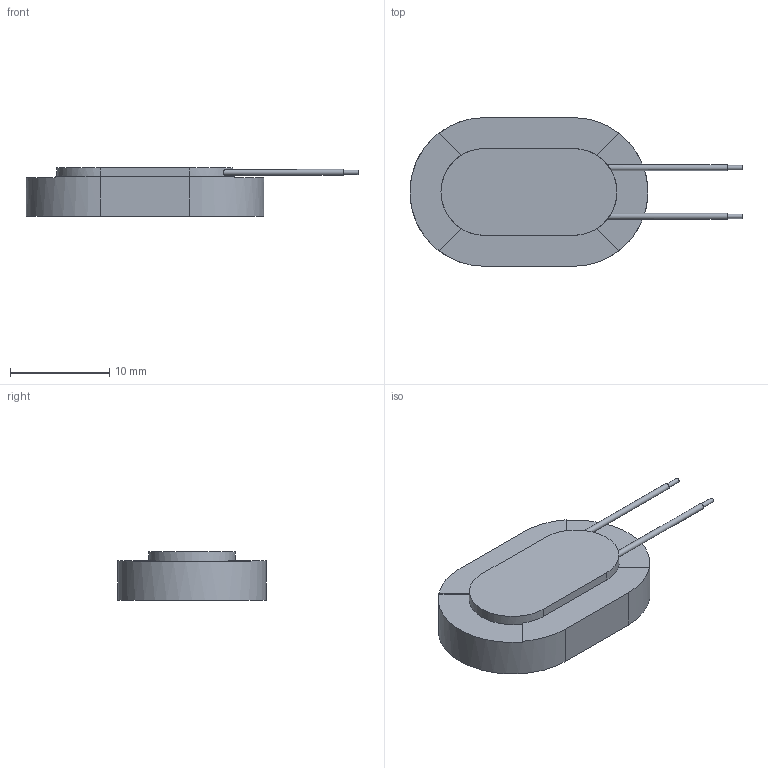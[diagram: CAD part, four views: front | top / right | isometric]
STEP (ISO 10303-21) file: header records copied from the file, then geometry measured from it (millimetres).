
FILE_DESCRIPTION(/* description */ ('Alibre Inc.'),/* implementation_level */ '2;1');
FILE_NAME(/* name */ 'export-388651F8-07BE-4A5F-B7D5-14C471E6452A',/* time_stamp */ '2019-04-14T08:59:21-05:00',/* author */ (''),/* organization */ (''),/* preprocessor_version */ 'ST-DEVELOPER v17',/* originating_system */ 'Alibre',/* authorisation */ '');
FILE_SCHEMA (('AUTOMOTIVE_DESIGN'));
Length unit declared in the file: millimetre
Bounding box: 33.5 x 15 x 4.9 mm (x, y, z)
Volume: 1060.2 mm3; surface area: 1125.8 mm2
Topology: 1 solids, 2 shells, 56 faces, 110 edges, 74 vertices
Faces by surface type: plane 34, cylinder 22
Full cylindrical faces by diameter (mm): 0.441 x2, 0.595 x2, 0.679 x1, 2.25 x10, 4 x1
Entity records: 1398 total; most frequent: CARTESIAN_POINT 285, DIRECTION 217, ORIENTED_EDGE 184, AXIS2_PLACEMENT_3D 105, EDGE_CURVE 92, EDGE_LOOP 88, FACE_BOUND 88, VERTEX_POINT 72
